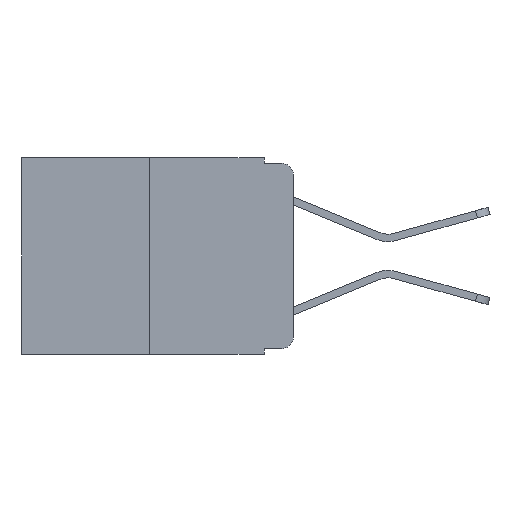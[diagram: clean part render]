
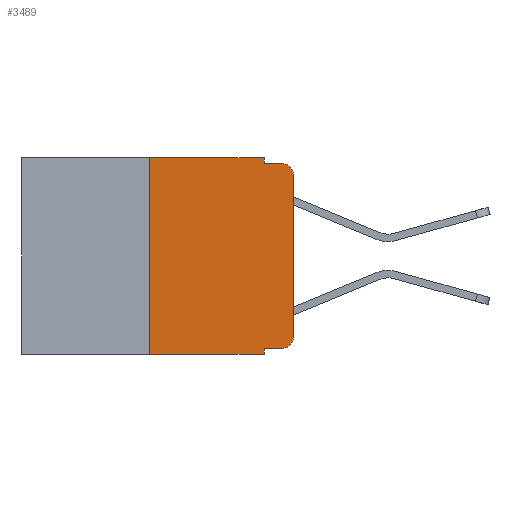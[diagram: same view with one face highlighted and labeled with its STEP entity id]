
A CAD part, left-side view. The second image highlights one B-rep face of the part: STEP entity #3489.
In plain terms, the highlighted planar face has unit normal (-1, 0, 0).
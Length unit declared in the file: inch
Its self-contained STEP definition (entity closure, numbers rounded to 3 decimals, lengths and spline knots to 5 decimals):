
#714 = CARTESIAN_POINT ( 'NONE',  ( 0., 0.473, -0.343 ) ) ;
#962 = VECTOR ( 'NONE', #12679, 39.37008 ) ;
#1081 = VERTEX_POINT ( 'NONE', #3044 ) ;
#1197 = EDGE_CURVE ( 'NONE', #1081, #6332, #6841, .T. ) ;
#1219 = LINE ( 'NONE', #6609, #4275 ) ;
#1324 = DIRECTION ( 'NONE',  ( 1., 0., 0. ) ) ;
#1411 = CIRCLE ( 'NONE', #9776, 0.02 ) ;
#1566 = DIRECTION ( 'NONE',  ( 0., -1., 0. ) ) ;
#1897 = LINE ( 'NONE', #714, #12649 ) ;
#2003 = EDGE_CURVE ( 'NONE', #7446, #3538, #4816, .T. ) ;
#2246 = AXIS2_PLACEMENT_3D ( 'NONE', #11685, #5606, #12670 ) ;
#2557 = AXIS2_PLACEMENT_3D ( 'NONE', #12825, #1324, #8859 ) ;
#2759 = EDGE_CURVE ( 'NONE', #7446, #5836, #10097, .T. ) ;
#2958 = ORIENTED_EDGE ( 'NONE', *, *, #6414, .F. ) ;
#2998 = CARTESIAN_POINT ( 'NONE',  ( 0., 0.25, 0. ) ) ;
#3044 = CARTESIAN_POINT ( 'NONE',  ( 0., 0.051, 0. ) ) ;
#3065 = DIRECTION ( 'NONE',  ( 0., -1., 0. ) ) ;
#3489 = ADVANCED_FACE ( 'NONE', ( #9918 ), #7781, .F. ) ;
#3538 = VERTEX_POINT ( 'NONE', #5867 ) ;
#3666 = ORIENTED_EDGE ( 'NONE', *, *, #4532, .T. ) ;
#3824 = CARTESIAN_POINT ( 'NONE',  ( 0., 0.473, 0. ) ) ;
#3906 = LINE ( 'NONE', #7312, #6092 ) ;
#3935 = CARTESIAN_POINT ( 'NONE',  ( 0., 0.051, -0.333 ) ) ;
#4275 = VECTOR ( 'NONE', #10685, 39.37008 ) ;
#4276 = EDGE_CURVE ( 'NONE', #5836, #10530, #1411, .T. ) ;
#4447 = CARTESIAN_POINT ( 'NONE',  ( 0., 0.02, -0.333 ) ) ;
#4479 = VECTOR ( 'NONE', #7390, 39.37008 ) ;
#4532 = EDGE_CURVE ( 'NONE', #10530, #11464, #1219, .T. ) ;
#4544 = DIRECTION ( 'NONE',  ( 0., -1., 0. ) ) ;
#4687 = ORIENTED_EDGE ( 'NONE', *, *, #4276, .T. ) ;
#4748 = DIRECTION ( 'NONE',  ( 0., -1., 0. ) ) ;
#4816 = LINE ( 'NONE', #11501, #4479 ) ;
#4927 = CARTESIAN_POINT ( 'NONE',  ( 0., 0., -0.313 ) ) ;
#5153 = CARTESIAN_POINT ( 'NONE',  ( 0., 0.02, -0.313 ) ) ;
#5239 = CARTESIAN_POINT ( 'NONE',  ( 0., 0.051, -0.01 ) ) ;
#5573 = CARTESIAN_POINT ( 'NONE',  ( 0., 0.051, 0. ) ) ;
#5606 = DIRECTION ( 'NONE',  ( -1., 0., 0. ) ) ;
#5643 = VERTEX_POINT ( 'NONE', #11307 ) ;
#5836 = VERTEX_POINT ( 'NONE', #4447 ) ;
#5864 = ORIENTED_EDGE ( 'NONE', *, *, #9162, .F. ) ;
#5867 = CARTESIAN_POINT ( 'NONE',  ( 0., 0.051, -0.343 ) ) ;
#6092 = VECTOR ( 'NONE', #8349, 39.37008 ) ;
#6204 = ORIENTED_EDGE ( 'NONE', *, *, #11399, .T. ) ;
#6229 = DIRECTION ( 'NONE',  ( 0., 0., -1. ) ) ;
#6332 = VERTEX_POINT ( 'NONE', #5239 ) ;
#6414 = EDGE_CURVE ( 'NONE', #5643, #8668, #3906, .T. ) ;
#6609 = CARTESIAN_POINT ( 'NONE',  ( 0., 0., 0. ) ) ;
#6800 = EDGE_LOOP ( 'NONE', ( #3666, #6204, #11260, #8592, #5864, #2958, #13583, #10166, #7463, #4687 ) ) ;
#6841 = LINE ( 'NONE', #5573, #962 ) ;
#6873 = CARTESIAN_POINT ( 'NONE',  ( 0., 0.051, -0.01 ) ) ;
#7312 = CARTESIAN_POINT ( 'NONE',  ( 0., 0.25, 0. ) ) ;
#7390 = DIRECTION ( 'NONE',  ( 0., 0., -1. ) ) ;
#7428 = LINE ( 'NONE', #6873, #12457 ) ;
#7446 = VERTEX_POINT ( 'NONE', #3935 ) ;
#7463 = ORIENTED_EDGE ( 'NONE', *, *, #2759, .T. ) ;
#7781 = PLANE ( 'NONE',  #2557 ) ;
#8106 = EDGE_CURVE ( 'NONE', #5643, #3538, #1897, .T. ) ;
#8349 = DIRECTION ( 'NONE',  ( 0., 0., 1. ) ) ;
#8393 = CIRCLE ( 'NONE', #2246, 0.02 ) ;
#8592 = ORIENTED_EDGE ( 'NONE', *, *, #1197, .F. ) ;
#8668 = VERTEX_POINT ( 'NONE', #2998 ) ;
#8792 = CARTESIAN_POINT ( 'NONE',  ( 0., 0., -0.03 ) ) ;
#8859 = DIRECTION ( 'NONE',  ( 0., 0., -1. ) ) ;
#9162 = EDGE_CURVE ( 'NONE', #8668, #1081, #10958, .T. ) ;
#9776 = AXIS2_PLACEMENT_3D ( 'NONE', #5153, #12247, #6229 ) ;
#9918 = FACE_OUTER_BOUND ( 'NONE', #6800, .T. ) ;
#10097 = LINE ( 'NONE', #12682, #12733 ) ;
#10166 = ORIENTED_EDGE ( 'NONE', *, *, #2003, .F. ) ;
#10390 = CARTESIAN_POINT ( 'NONE',  ( 0., 0.02, -0.01 ) ) ;
#10530 = VERTEX_POINT ( 'NONE', #4927 ) ;
#10685 = DIRECTION ( 'NONE',  ( 0., 0., 1. ) ) ;
#10958 = LINE ( 'NONE', #3824, #13593 ) ;
#11260 = ORIENTED_EDGE ( 'NONE', *, *, #12058, .F. ) ;
#11307 = CARTESIAN_POINT ( 'NONE',  ( 0., 0.25, -0.343 ) ) ;
#11399 = EDGE_CURVE ( 'NONE', #11464, #12531, #8393, .T. ) ;
#11464 = VERTEX_POINT ( 'NONE', #8792 ) ;
#11501 = CARTESIAN_POINT ( 'NONE',  ( 0., 0.051, 0. ) ) ;
#11685 = CARTESIAN_POINT ( 'NONE',  ( 0., 0.02, -0.03 ) ) ;
#12058 = EDGE_CURVE ( 'NONE', #6332, #12531, #7428, .T. ) ;
#12247 = DIRECTION ( 'NONE',  ( -1., 0., 0. ) ) ;
#12457 = VECTOR ( 'NONE', #4748, 39.37008 ) ;
#12531 = VERTEX_POINT ( 'NONE', #10390 ) ;
#12649 = VECTOR ( 'NONE', #3065, 39.37008 ) ;
#12670 = DIRECTION ( 'NONE',  ( 0., 0., -1. ) ) ;
#12679 = DIRECTION ( 'NONE',  ( 0., 0., -1. ) ) ;
#12682 = CARTESIAN_POINT ( 'NONE',  ( 0., 0.051, -0.333 ) ) ;
#12733 = VECTOR ( 'NONE', #4544, 39.37008 ) ;
#12825 = CARTESIAN_POINT ( 'NONE',  ( 0., 0.473, 0. ) ) ;
#13583 = ORIENTED_EDGE ( 'NONE', *, *, #8106, .T. ) ;
#13593 = VECTOR ( 'NONE', #1566, 39.37008 ) ;
